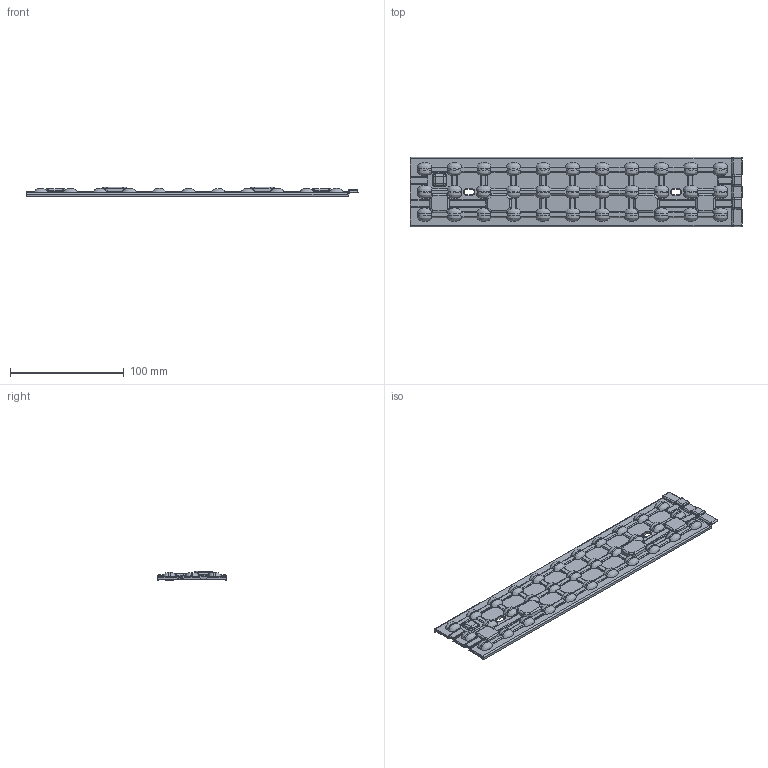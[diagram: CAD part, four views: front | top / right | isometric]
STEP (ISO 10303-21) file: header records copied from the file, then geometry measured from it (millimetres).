
FILE_DESCRIPTION (( 'STEP AP214' ), '1' );
FILE_NAME ('12974_Rev-1_DA_Tri_AS-Flange_Customer.STEP', '2015-10-08T13:53:58', ( '' ), ( '' ), 'SwSTEP 2.0', 'SolidWorks 2014', '' );
FILE_SCHEMA (( 'AUTOMOTIVE_DESIGN' ));
Length unit declared in the file: millimetre
Products named in the file (1): 12974_Rev-1_DA_Tri_AS-Flange_Customer
Bounding box: 292 x 61 x 8.2 mm (x, y, z)
Volume: 45285.9 mm3; surface area: 43694.5 mm2
Topology: 1 solids, 1 shells, 1786 faces, 4700 edges, 2918 vertices
Faces by surface type: plane 576, bspline 557, cylinder 529, sphere 82, cone 30, torus 12
Entity records: 80516 total; most frequent: CARTESIAN_POINT 43125, ORIENTED_EDGE 9236, DIRECTION 5521, EDGE_CURVE 4618, VERTEX_POINT 2918, LINE 1943, VECTOR 1943, EDGE_LOOP 1874
